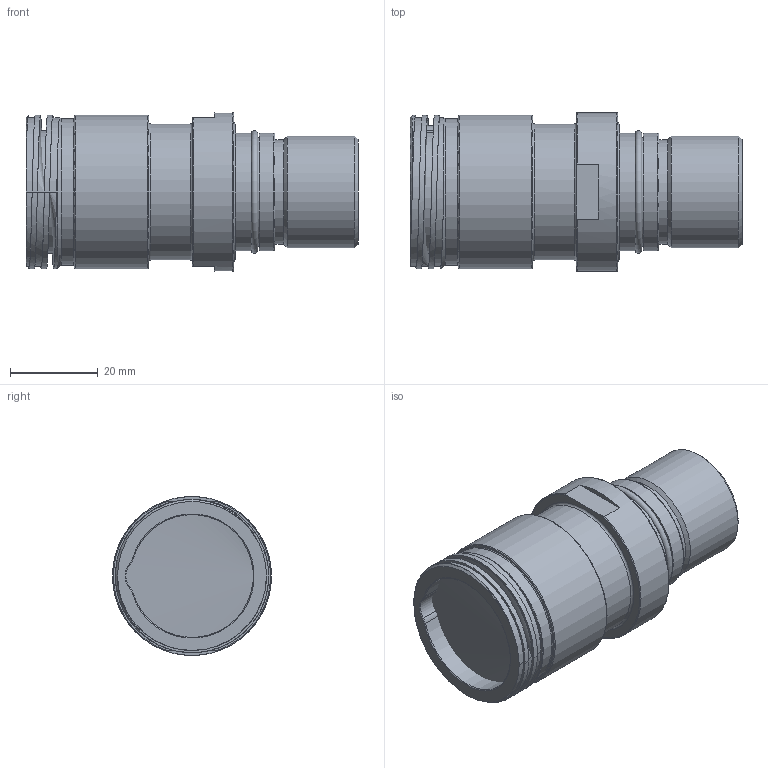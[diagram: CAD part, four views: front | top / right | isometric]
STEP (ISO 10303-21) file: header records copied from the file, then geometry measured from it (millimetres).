
FILE_DESCRIPTION(/* description */ (''),/* implementation_level */ '2;1');
FILE_NAME(/* name */ 'TrustLink MS BCR SC 37 M.stp',/* time_stamp */ '2021-03-11T10:57:46+01:00',/* author */ ('sh'),/* organization */ (''),/* preprocessor_version */ 'ST-DEVELOPER v17.2',/* originating_system */ 'Autodesk Inventor 2019',/* authorisation */ '');
FILE_SCHEMA (('AUTOMOTIVE_DESIGN { 1 0 10303 214 3 1 1 }'));
Length unit declared in the file: millimetre
Products named in the file (1): TrustLink MS BCR SC 37 M
Bounding box: 75.8 x 36.3 x 36.3 mm (x, y, z)
Volume: 36316.2 mm3; surface area: 19894 mm2
Topology: 3 solids, 3 shells, 1126 faces, 3203 edges, 2203 vertices
Faces by surface type: plane 344, cylinder 298, bspline 270, cone 117, torus 60, sphere 37
Full cylindrical faces by diameter (mm): 0.5 x37, 1.02 x37, 1.1 x37, 1.8 x74, 2.3 x37, 20 x1, 23 x1, 23.8 x1, 24 x1, 24.5 x1, 24.9 x1, 25.4 x1, 26.924 x2, 28 x2, 29 x2, 30.2 x4, 31 x1, 32.8 x1, 33.5 x1, 34 x3, 35 x3, 36.3 x1
Entity records: 44734 total; most frequent: CARTESIAN_POINT 15465, ORIENTED_EDGE 6258, DIRECTION 5097, EDGE_CURVE 3129, VERTEX_POINT 2203, AXIS2_PLACEMENT_3D 1931, EDGE_LOOP 1402, LINE 1235
